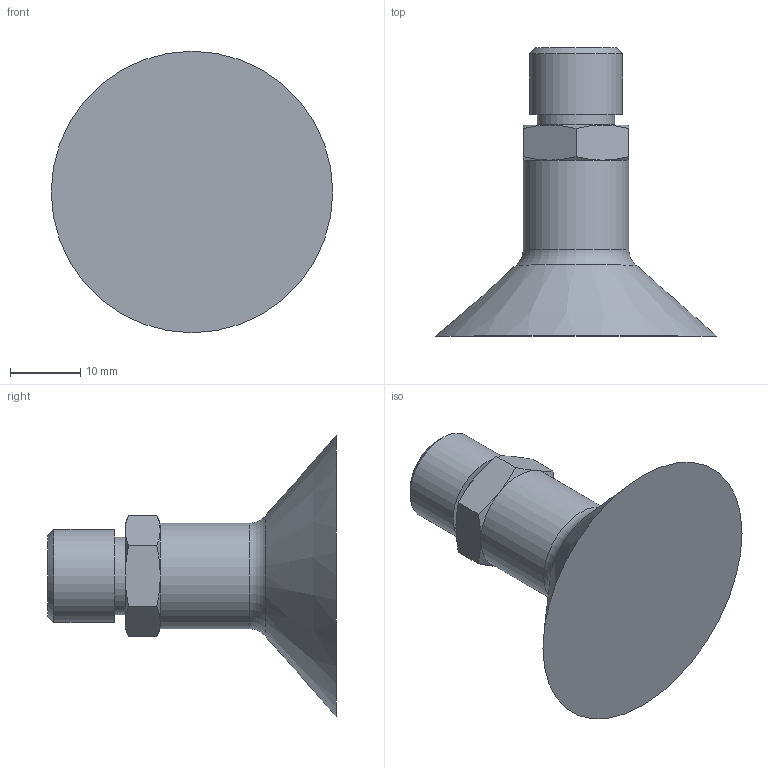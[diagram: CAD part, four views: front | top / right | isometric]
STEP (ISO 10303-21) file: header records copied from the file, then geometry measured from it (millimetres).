
FILE_DESCRIPTION(/* description */ (''),/* implementation_level */ '2;1');
FILE_NAME(/* name */ 'vc40nit_rac6r1-4m.stp',/* time_stamp */ '2020-09-21T11:54:25+02:00',/* author */ ('enginyeria'),/* organization */ (''),/* preprocessor_version */ 'ST-DEVELOPER v17.2',/* originating_system */ 'Autodesk Inventor 2019',/* authorisation */ '');
FILE_SCHEMA (('CONFIG_CONTROL_DESIGN'));
Length unit declared in the file: millimetre
Products named in the file (1): vc40nit+rac6r1-4m
Bounding box: 40 x 41 x 40 mm (x, y, z)
Volume: 11544.5 mm3; surface area: 4513.4 mm2
Topology: 1 solids, 1 shells, 31 faces, 73 edges, 47 vertices
Faces by surface type: cone 15, plane 11, cylinder 4, torus 1
Full cylindrical faces by diameter (mm): 6 x1, 11 x1, 13.157 x1, 15 x1
Entity records: 942 total; most frequent: CARTESIAN_POINT 200, DIRECTION 149, ORIENTED_EDGE 146, EDGE_CURVE 73, AXIS2_PLACEMENT_3D 68, VERTEX_POINT 47, CIRCLE 36, EDGE_LOOP 34
